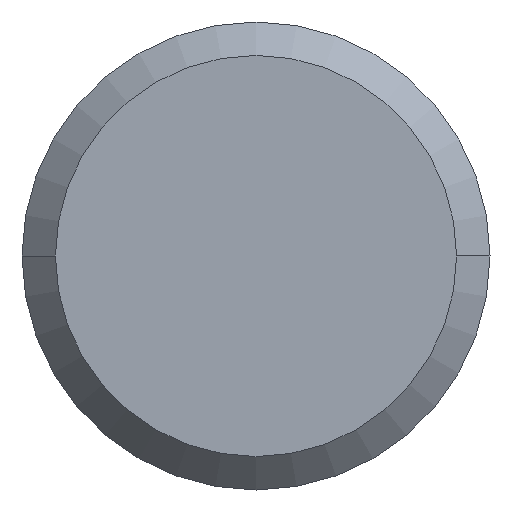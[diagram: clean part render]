
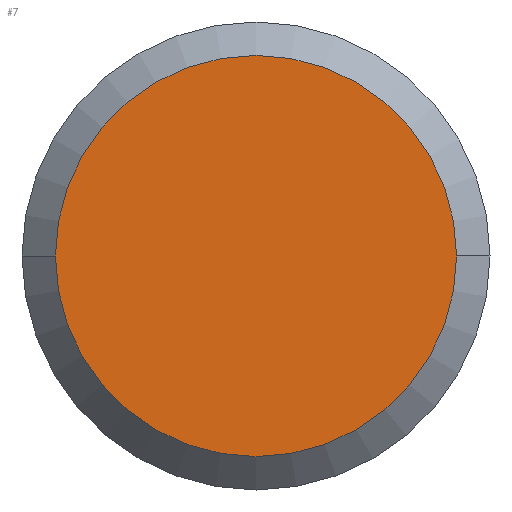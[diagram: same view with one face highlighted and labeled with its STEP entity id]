
A CAD part, left-side view. The second image highlights one B-rep face of the part: STEP entity #7.
In plain terms, the highlighted planar face has unit normal (-1, 0, 0).
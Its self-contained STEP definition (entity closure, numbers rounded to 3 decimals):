
#7 = ADVANCED_FACE ( 'NONE', ( #38 ), #237, .T. ) ;
#22 = DIRECTION ( 'NONE',  ( 1., 0., 0. ) ) ;
#38 = FACE_OUTER_BOUND ( 'NONE', #207, .T. ) ;
#39 = DIRECTION ( 'NONE',  ( 0., 1., 0. ) ) ;
#58 = CARTESIAN_POINT ( 'NONE',  ( -75., -6., 0. ) ) ;
#89 = AXIS2_PLACEMENT_3D ( 'NONE', #182, #243, #39 ) ;
#92 = VERTEX_POINT ( 'NONE', #326 ) ;
#95 = EDGE_CURVE ( 'NONE', #180, #92, #274, .T. ) ;
#143 = ORIENTED_EDGE ( 'NONE', *, *, #95, .F. ) ;
#146 = DIRECTION ( 'NONE',  ( -1., 0., 0. ) ) ;
#164 = CIRCLE ( 'NONE', #199, 6. ) ;
#167 = AXIS2_PLACEMENT_3D ( 'NONE', #325, #146, #268 ) ;
#180 = VERTEX_POINT ( 'NONE', #58 ) ;
#182 = CARTESIAN_POINT ( 'NONE',  ( -75., 0., 0. ) ) ;
#199 = AXIS2_PLACEMENT_3D ( 'NONE', #357, #22, #221 ) ;
#207 = EDGE_LOOP ( 'NONE', ( #267, #143 ) ) ;
#221 = DIRECTION ( 'NONE',  ( 0., 1., 0. ) ) ;
#237 = PLANE ( 'NONE',  #167 ) ;
#243 = DIRECTION ( 'NONE',  ( 1., 0., 0. ) ) ;
#267 = ORIENTED_EDGE ( 'NONE', *, *, #283, .F. ) ;
#268 = DIRECTION ( 'NONE',  ( 0., -1., 0. ) ) ;
#274 = CIRCLE ( 'NONE', #89, 6. ) ;
#283 = EDGE_CURVE ( 'NONE', #92, #180, #164, .T. ) ;
#325 = CARTESIAN_POINT ( 'NONE',  ( -75., 0., 0. ) ) ;
#326 = CARTESIAN_POINT ( 'NONE',  ( -75., 6., 0. ) ) ;
#357 = CARTESIAN_POINT ( 'NONE',  ( -75., 0., 0. ) ) ;
